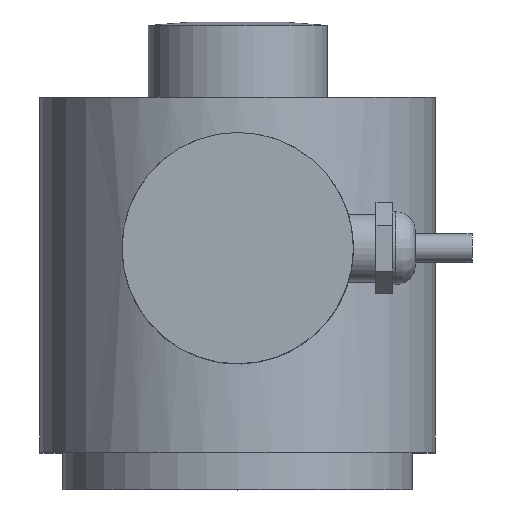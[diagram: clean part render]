
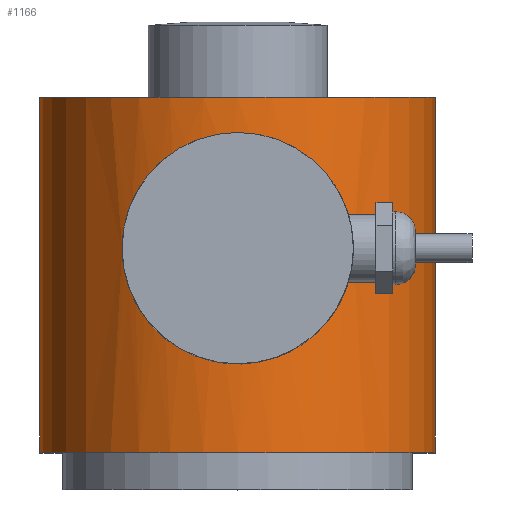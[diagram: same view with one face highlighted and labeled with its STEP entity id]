
A CAD part, top view. The second image highlights one B-rep face of the part: STEP entity #1166.
In plain terms, the highlighted cylindrical face has radius 35.052 mm (diameter 70.104 mm), a full revolution.
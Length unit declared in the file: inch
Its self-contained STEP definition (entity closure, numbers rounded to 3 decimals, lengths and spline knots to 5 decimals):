
#80=B_SPLINE_CURVE_WITH_KNOTS('',3,(#4882,#4883,#4884,#4885,#4886,#4887,
#4888,#4889,#4890,#4891,#4892,#4893,#4894,#4895,#4896,#4897,#4898,#4899,
#4900,#4901,#4902,#4903,#4904,#4905,#4906,#4907,#4908,#4909,#4910,#4911,
#4912,#4913,#4914,#4915),.UNSPECIFIED.,.F.,.F.,(4,2,2,2,2,2,2,2,2,2,2,2,
2,2,2,2,4),(0.,0.39871,0.79741,1.19612,1.59482,
1.99126,2.3877,2.78413,3.18057,3.577,
3.97344,4.36987,4.76631,5.16502,5.56372,
5.96243,6.36113),.UNSPECIFIED.);
#81=B_SPLINE_CURVE_WITH_KNOTS('',3,(#4916,#4917,#4918,#4919,#4920,#4921,
#4922,#4923,#4924,#4925,#4926,#4927,#4928,#4929,#4930,#4931,#4932,#4933,
#4934,#4935,#4936,#4937,#4938,#4939,#4940,#4941,#4942,#4943,#4944,#4945,
#4946,#4947,#4948,#4949),.UNSPECIFIED.,.F.,.F.,(4,2,2,2,2,2,2,2,2,2,2,2,
2,2,2,2,4),(6.36113,6.75984,7.15855,7.55725,
7.95596,8.35239,8.74883,9.14527,9.5417,
9.93814,10.33457,10.73101,11.12744,11.52615,
11.92486,12.32356,12.72227),.UNSPECIFIED.);
#98=FACE_BOUND('',#272,.T.);
#193=FACE_OUTER_BOUND('',#271,.T.);
#271=EDGE_LOOP('',(#1044,#1045,#1046,#1047));
#272=EDGE_LOOP('',(#1048,#1049));
#351=LINE('',#4966,#426);
#426=VECTOR('',#1541,1.38);
#452=CIRCLE('',#1273,1.38);
#454=CIRCLE('',#1276,1.38);
#558=VERTEX_POINT('',#4879);
#559=VERTEX_POINT('',#4881);
#562=VERTEX_POINT('',#4959);
#564=VERTEX_POINT('',#4964);
#720=EDGE_CURVE('',#559,#558,#80,.T.);
#721=EDGE_CURVE('',#558,#559,#81,.T.);
#725=EDGE_CURVE('',#562,#562,#452,.T.);
#727=EDGE_CURVE('',#564,#564,#454,.T.);
#728=EDGE_CURVE('',#564,#562,#351,.T.);
#1044=ORIENTED_EDGE('',*,*,#727,.F.);
#1045=ORIENTED_EDGE('',*,*,#728,.T.);
#1046=ORIENTED_EDGE('',*,*,#725,.T.);
#1047=ORIENTED_EDGE('',*,*,#728,.F.);
#1048=ORIENTED_EDGE('',*,*,#720,.T.);
#1049=ORIENTED_EDGE('',*,*,#721,.T.);
#1098=CYLINDRICAL_SURFACE('',#1275,1.38);
#1166=ADVANCED_FACE('',(#193,#98),#1098,.T.);
#1273=AXIS2_PLACEMENT_3D('',#4960,#1533,#1534);
#1275=AXIS2_PLACEMENT_3D('',#4963,#1537,#1538);
#1276=AXIS2_PLACEMENT_3D('',#4965,#1539,#1540);
#1533=DIRECTION('center_axis',(0.,1.,0.));
#1534=DIRECTION('ref_axis',(-1.,0.,0.));
#1537=DIRECTION('center_axis',(0.,1.,0.));
#1538=DIRECTION('ref_axis',(-1.,0.,0.));
#1539=DIRECTION('center_axis',(0.,1.,0.));
#1540=DIRECTION('ref_axis',(-1.,0.,0.));
#1541=DIRECTION('',(0.,-1.,0.));
#4879=CARTESIAN_POINT('',(-0.80709,1.6811,1.11938));
#4881=CARTESIAN_POINT('',(0.80709,1.6811,1.11938));
#4882=CARTESIAN_POINT('Ctrl Pts',(0.80709,1.6811,1.11938));
#4883=CARTESIAN_POINT('Ctrl Pts',(0.80709,1.62878,1.11938));
#4884=CARTESIAN_POINT('Ctrl Pts',(0.80192,1.57529,1.12316));
#4885=CARTESIAN_POINT('Ctrl Pts',(0.78082,1.46992,1.13793));
#4886=CARTESIAN_POINT('Ctrl Pts',(0.76489,1.41804,1.14889));
#4887=CARTESIAN_POINT('Ctrl Pts',(0.7234,1.31922,1.17546));
#4888=CARTESIAN_POINT('Ctrl Pts',(0.6978,1.27219,1.19105));
#4889=CARTESIAN_POINT('Ctrl Pts',(0.63907,1.18539,1.22357));
#4890=CARTESIAN_POINT('Ctrl Pts',(0.60592,1.14563,1.24047));
#4891=CARTESIAN_POINT('Ctrl Pts',(0.53567,1.07538,1.27237));
#4892=CARTESIAN_POINT('Ctrl Pts',(0.49601,1.04227,1.2886));
#4893=CARTESIAN_POINT('Ctrl Pts',(0.40919,0.98346,1.31874));
#4894=CARTESIAN_POINT('Ctrl Pts',(0.36202,0.95776,1.33264));
#4895=CARTESIAN_POINT('Ctrl Pts',(0.26291,0.91615,1.35568));
#4896=CARTESIAN_POINT('Ctrl Pts',(0.21087,0.9002,1.36483));
#4897=CARTESIAN_POINT('Ctrl Pts',(0.10543,0.87913,1.37699));
#4898=CARTESIAN_POINT('Ctrl Pts',(0.05203,0.87402,
1.38));
#4899=CARTESIAN_POINT('Ctrl Pts',(-0.05203,0.87402,
1.38));
#4900=CARTESIAN_POINT('Ctrl Pts',(-0.10543,0.87913,
1.37699));
#4901=CARTESIAN_POINT('Ctrl Pts',(-0.21087,0.9002,
1.36483));
#4902=CARTESIAN_POINT('Ctrl Pts',(-0.26291,0.91615,
1.35568));
#4903=CARTESIAN_POINT('Ctrl Pts',(-0.36202,0.95776,
1.33264));
#4904=CARTESIAN_POINT('Ctrl Pts',(-0.40919,0.98346,
1.31874));
#4905=CARTESIAN_POINT('Ctrl Pts',(-0.49601,1.04227,1.2886));
#4906=CARTESIAN_POINT('Ctrl Pts',(-0.53567,1.07538,1.27237));
#4907=CARTESIAN_POINT('Ctrl Pts',(-0.60592,1.14563,1.24047));
#4908=CARTESIAN_POINT('Ctrl Pts',(-0.63907,1.18539,1.22357));
#4909=CARTESIAN_POINT('Ctrl Pts',(-0.6978,1.27219,1.19105));
#4910=CARTESIAN_POINT('Ctrl Pts',(-0.7234,1.31922,1.17546));
#4911=CARTESIAN_POINT('Ctrl Pts',(-0.76489,1.41804,1.14889));
#4912=CARTESIAN_POINT('Ctrl Pts',(-0.78082,1.46992,1.13793));
#4913=CARTESIAN_POINT('Ctrl Pts',(-0.80192,1.57529,1.12316));
#4914=CARTESIAN_POINT('Ctrl Pts',(-0.80709,1.62878,1.11938));
#4915=CARTESIAN_POINT('Ctrl Pts',(-0.80709,1.6811,1.11938));
#4916=CARTESIAN_POINT('Ctrl Pts',(-0.80709,1.6811,1.11938));
#4917=CARTESIAN_POINT('Ctrl Pts',(-0.80709,1.73343,1.11938));
#4918=CARTESIAN_POINT('Ctrl Pts',(-0.80192,1.78692,1.12316));
#4919=CARTESIAN_POINT('Ctrl Pts',(-0.78082,1.89229,1.13793));
#4920=CARTESIAN_POINT('Ctrl Pts',(-0.76489,1.94417,1.14889));
#4921=CARTESIAN_POINT('Ctrl Pts',(-0.7234,2.04298,1.17546));
#4922=CARTESIAN_POINT('Ctrl Pts',(-0.6978,2.09002,1.19105));
#4923=CARTESIAN_POINT('Ctrl Pts',(-0.63907,2.17681,1.22357));
#4924=CARTESIAN_POINT('Ctrl Pts',(-0.60592,2.21657,1.24047));
#4925=CARTESIAN_POINT('Ctrl Pts',(-0.53567,2.28682,1.27237));
#4926=CARTESIAN_POINT('Ctrl Pts',(-0.49601,2.31994,1.2886));
#4927=CARTESIAN_POINT('Ctrl Pts',(-0.40919,2.37874,1.31874));
#4928=CARTESIAN_POINT('Ctrl Pts',(-0.36202,2.40444,1.33264));
#4929=CARTESIAN_POINT('Ctrl Pts',(-0.26291,2.44606,1.35568));
#4930=CARTESIAN_POINT('Ctrl Pts',(-0.21087,2.46201,1.36483));
#4931=CARTESIAN_POINT('Ctrl Pts',(-0.10543,2.48308,1.37699));
#4932=CARTESIAN_POINT('Ctrl Pts',(-0.05203,2.48819,
1.38));
#4933=CARTESIAN_POINT('Ctrl Pts',(0.05203,2.48819,1.38));
#4934=CARTESIAN_POINT('Ctrl Pts',(0.10543,2.48308,1.37699));
#4935=CARTESIAN_POINT('Ctrl Pts',(0.21087,2.46201,1.36483));
#4936=CARTESIAN_POINT('Ctrl Pts',(0.26291,2.44606,1.35568));
#4937=CARTESIAN_POINT('Ctrl Pts',(0.36202,2.40444,1.33264));
#4938=CARTESIAN_POINT('Ctrl Pts',(0.40919,2.37874,1.31874));
#4939=CARTESIAN_POINT('Ctrl Pts',(0.49601,2.31994,1.2886));
#4940=CARTESIAN_POINT('Ctrl Pts',(0.53567,2.28682,1.27237));
#4941=CARTESIAN_POINT('Ctrl Pts',(0.60592,2.21657,1.24047));
#4942=CARTESIAN_POINT('Ctrl Pts',(0.63907,2.17681,1.22357));
#4943=CARTESIAN_POINT('Ctrl Pts',(0.6978,2.09002,1.19105));
#4944=CARTESIAN_POINT('Ctrl Pts',(0.7234,2.04298,1.17546));
#4945=CARTESIAN_POINT('Ctrl Pts',(0.76489,1.94417,1.14889));
#4946=CARTESIAN_POINT('Ctrl Pts',(0.78082,1.89229,1.13793));
#4947=CARTESIAN_POINT('Ctrl Pts',(0.80192,1.78692,1.12316));
#4948=CARTESIAN_POINT('Ctrl Pts',(0.80709,1.73343,1.11938));
#4949=CARTESIAN_POINT('Ctrl Pts',(0.80709,1.6811,1.11938));
#4959=CARTESIAN_POINT('',(1.38,0.25591,0.));
#4960=CARTESIAN_POINT('Origin',(0.,0.25591,0.));
#4963=CARTESIAN_POINT('Origin',(0.,0.25591,0.));
#4964=CARTESIAN_POINT('',(1.38,2.73622,0.));
#4965=CARTESIAN_POINT('Origin',(0.,2.73622,0.));
#4966=CARTESIAN_POINT('',(1.38,0.25591,0.));
